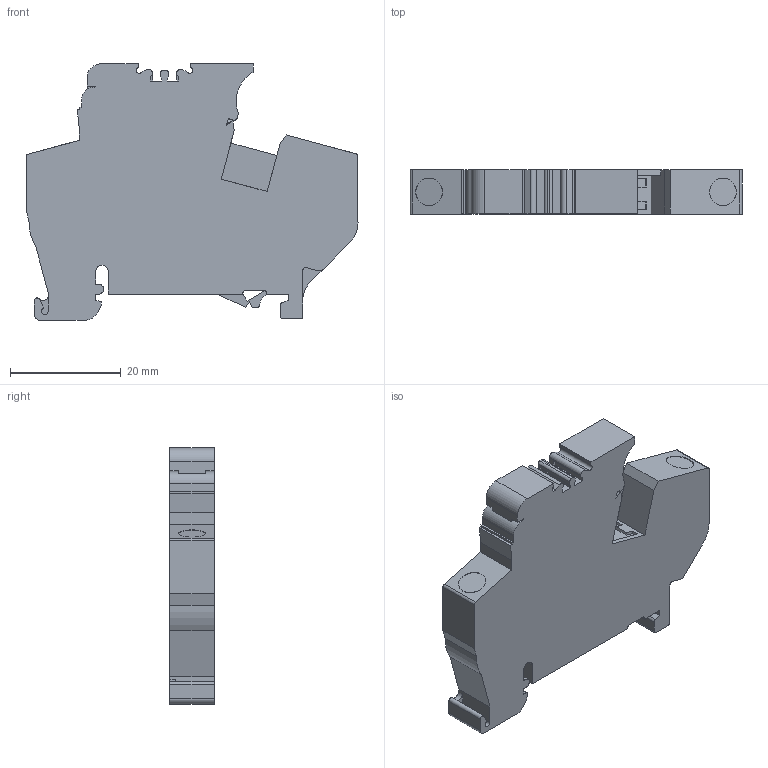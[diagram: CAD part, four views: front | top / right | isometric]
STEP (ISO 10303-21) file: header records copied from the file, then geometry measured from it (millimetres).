
FILE_DESCRIPTION(/* description */ ('Unknown'),/* implementation_level */ '2;1');
FILE_NAME(/* name */ 'DCDT4_GY_3D',/* time_stamp */ '2020-05-15T09:05:41+06:00',/* author */ ('Unknown'),/* organization */ ('Unknown'),/* preprocessor_version */ 'ST-DEVELOPER v16.7',/* originating_system */ 'DEX',/* authorisation */ $);
FILE_SCHEMA (('AUTOMOTIVE_DESIGN {1 0 10303 214 3 1 1}'));
Length unit declared in the file: millimetre
Products named in the file (1): Part2
Bounding box: 60 x 8 x 46.3 mm (x, y, z)
Volume: 15291.7 mm3; surface area: 6170.2 mm2
Topology: 1 solids, 1 shells, 156 faces, 460 edges, 307 vertices
Faces by surface type: plane 108, cylinder 48
Full cylindrical faces by diameter (mm): 5 x2
Entity records: 5222 total; most frequent: CARTESIAN_POINT 928, ORIENTED_EDGE 916, DIRECTION 874, EDGE_CURVE 458, LINE 352, VECTOR 352, VERTEX_POINT 307, AXIS2_PLACEMENT_3D 261
